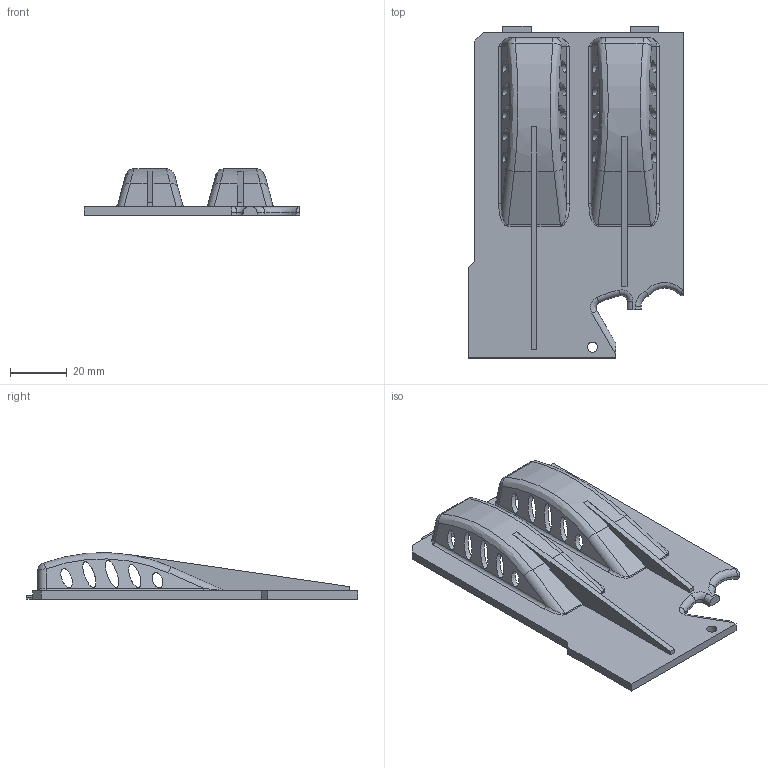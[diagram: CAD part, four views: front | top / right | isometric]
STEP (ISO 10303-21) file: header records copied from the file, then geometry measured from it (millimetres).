
FILE_DESCRIPTION(/* description */ (''),/* implementation_level */ '2;1');
FILE_NAME(/* name */ 'MINI-z-bottom-cover.stp',/* time_stamp */ '2020-01-22T16:22:18+01:00',/* author */ ('Robert Turinsky'),/* organization */ (''),/* preprocessor_version */ 'ST-DEVELOPER v17.2',/* originating_system */ 'Autodesk Inventor 2019',/* authorisation */ '');
FILE_SCHEMA (('AUTOMOTIVE_DESIGN { 1 0 10303 214 3 1 1 }'));
Length unit declared in the file: millimetre
Products named in the file (1): z-bottom-cover
Bounding box: 75.8 x 116.9 x 16.47 mm (x, y, z)
Volume: 24964.4 mm3; surface area: 22501.3 mm2
Topology: 1 solids, 1 shells, 192 faces, 562 edges, 375 vertices
Faces by surface type: plane 97, bspline 44, cylinder 38, torus 9, sphere 4
Full cylindrical faces by diameter (mm): 3.6 x1
Entity records: 7193 total; most frequent: CARTESIAN_POINT 2038, ORIENTED_EDGE 1124, DIRECTION 984, EDGE_CURVE 562, VERTEX_POINT 375, AXIS2_PLACEMENT_3D 335, LINE 314, VECTOR 314
